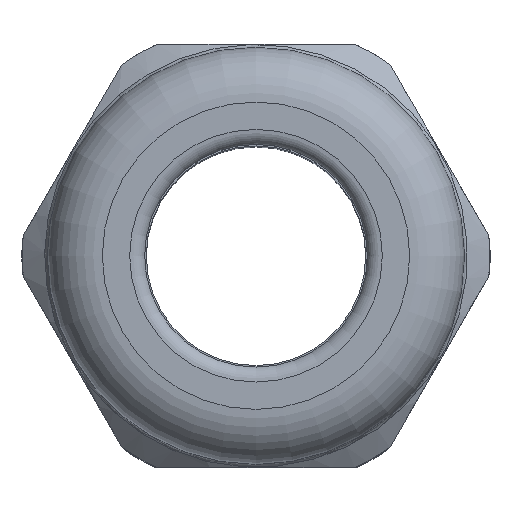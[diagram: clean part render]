
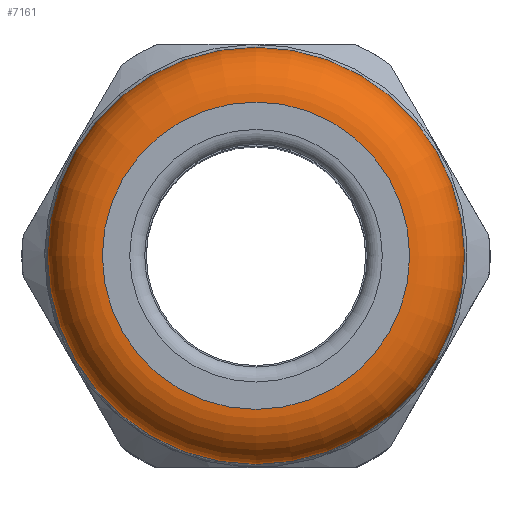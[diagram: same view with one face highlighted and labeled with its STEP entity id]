
A CAD part, top view. The second image highlights one B-rep face of the part: STEP entity #7161.
In plain terms, the highlighted toroidal (fillet/blend) face has major radius 9.8 mm and minor radius 3.5 mm.
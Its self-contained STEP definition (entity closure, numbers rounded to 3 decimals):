
#7150=TOROIDAL_SURFACE('',#25216,9.8,3.5);
#7161=ADVANCED_FACE('',(#8081,#8082),#7150,.T.);
#8081=FACE_BOUND('',#8137,.T.);
#8082=FACE_BOUND('',#8138,.T.);
#8137=EDGE_LOOP('',(#9074));
#8138=EDGE_LOOP('',(#9075));
#9074=ORIENTED_EDGE('',*,*,#15986,.T.);
#9075=ORIENTED_EDGE('',*,*,#15987,.T.);
#14255=VERTEX_POINT('',#30854);
#14256=VERTEX_POINT('',#30856);
#15986=EDGE_CURVE('',#14255,#14255,#18603,.T.);
#15987=EDGE_CURVE('',#14256,#14256,#18604,.T.);
#18603=CIRCLE('',#25214,13.299);
#18604=CIRCLE('',#25215,9.8);
#25214=AXIS2_PLACEMENT_3D('',#30853,#26281,#26282);
#25215=AXIS2_PLACEMENT_3D('',#30855,#26283,#26284);
#25216=AXIS2_PLACEMENT_3D('',#30857,#26285,#26286);
#26281=DIRECTION('',(0.,0.,1.));
#26282=DIRECTION('',(-0.866,0.5,0.));
#26283=DIRECTION('',(0.,0.,-1.));
#26284=DIRECTION('',(-0.866,0.5,0.));
#26285=DIRECTION('',(0.,0.,-1.));
#26286=DIRECTION('',(0.866,-0.5,0.));
#30853=CARTESIAN_POINT('',(0.,0.,25.267));
#30854=CARTESIAN_POINT('',(-11.518,6.65,25.267));
#30855=CARTESIAN_POINT('',(0.,0.,28.7));
#30856=CARTESIAN_POINT('',(-8.487,4.9,28.7));
#30857=CARTESIAN_POINT('',(0.,0.,25.2));
